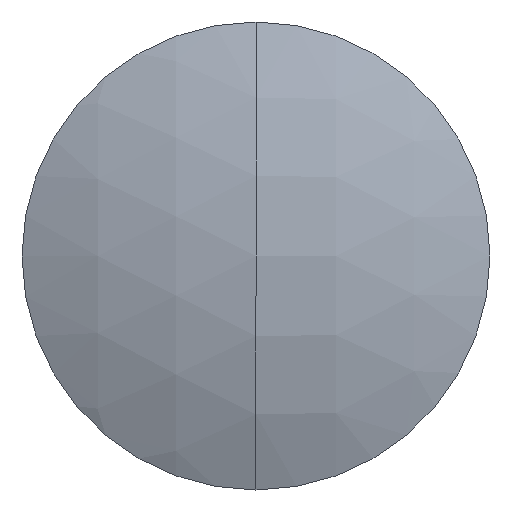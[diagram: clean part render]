
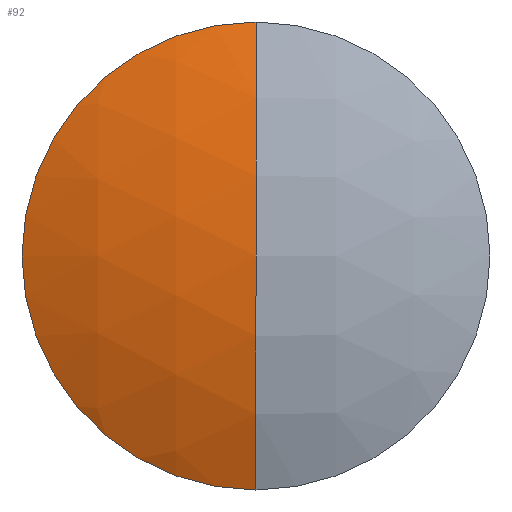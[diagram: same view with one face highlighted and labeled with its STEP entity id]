
A CAD part, left-side view. The second image highlights one B-rep face of the part: STEP entity #92.
In plain terms, the highlighted spherical face has radius 16.2 mm.
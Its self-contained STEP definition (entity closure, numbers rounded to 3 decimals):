
#7 = CIRCLE ( 'NONE', #198, 6.35 ) ;
#9 = EDGE_CURVE ( 'NONE', #79, #324, #100, .T. ) ;
#25 = AXIS2_PLACEMENT_3D ( 'NONE', #95, #123, #283 ) ;
#27 = CARTESIAN_POINT ( 'NONE',  ( 269.009, 0., 0. ) ) ;
#32 = CARTESIAN_POINT ( 'NONE',  ( 285.209, 0., 0. ) ) ;
#54 = FACE_OUTER_BOUND ( 'NONE', #288, .T. ) ;
#58 = ORIENTED_EDGE ( 'NONE', *, *, #267, .T. ) ;
#63 = SPHERICAL_SURFACE ( 'NONE', #25, 16.2 ) ;
#69 = CARTESIAN_POINT ( 'NONE',  ( 270.305, 0., -6.35 ) ) ;
#79 = VERTEX_POINT ( 'NONE', #113 ) ;
#91 = AXIS2_PLACEMENT_3D ( 'NONE', #260, #312, #310 ) ;
#92 = ADVANCED_FACE ( 'NONE', ( #54 ), #63, .T. ) ;
#94 = VERTEX_POINT ( 'NONE', #69 ) ;
#95 = CARTESIAN_POINT ( 'NONE',  ( 285.209, 0., 0. ) ) ;
#100 = CIRCLE ( 'NONE', #91, 16.2 ) ;
#111 = EDGE_CURVE ( 'NONE', #79, #94, #7, .T. ) ;
#113 = CARTESIAN_POINT ( 'NONE',  ( 270.305, 0., 6.35 ) ) ;
#123 = DIRECTION ( 'NONE',  ( 0., 1., 0. ) ) ;
#149 = CARTESIAN_POINT ( 'NONE',  ( 270.305, 0., 0. ) ) ;
#173 = AXIS2_PLACEMENT_3D ( 'NONE', #32, #176, #308 ) ;
#176 = DIRECTION ( 'NONE',  ( 0., 1., 0. ) ) ;
#198 = AXIS2_PLACEMENT_3D ( 'NONE', #149, #263, #213 ) ;
#213 = DIRECTION ( 'NONE',  ( 0., 0., 1. ) ) ;
#251 = ORIENTED_EDGE ( 'NONE', *, *, #9, .F. ) ;
#260 = CARTESIAN_POINT ( 'NONE',  ( 285.209, 0., 0. ) ) ;
#263 = DIRECTION ( 'NONE',  ( -1., 0., 0. ) ) ;
#267 = EDGE_CURVE ( 'NONE', #94, #324, #303, .T. ) ;
#283 = DIRECTION ( 'NONE',  ( 0., 0., 1. ) ) ;
#288 = EDGE_LOOP ( 'NONE', ( #330, #58, #251 ) ) ;
#303 = CIRCLE ( 'NONE', #173, 16.2 ) ;
#308 = DIRECTION ( 'NONE',  ( 0., 0., 1. ) ) ;
#310 = DIRECTION ( 'NONE',  ( 0., 0., -1. ) ) ;
#312 = DIRECTION ( 'NONE',  ( 0., -1., 0. ) ) ;
#324 = VERTEX_POINT ( 'NONE', #27 ) ;
#330 = ORIENTED_EDGE ( 'NONE', *, *, #111, .T. ) ;
